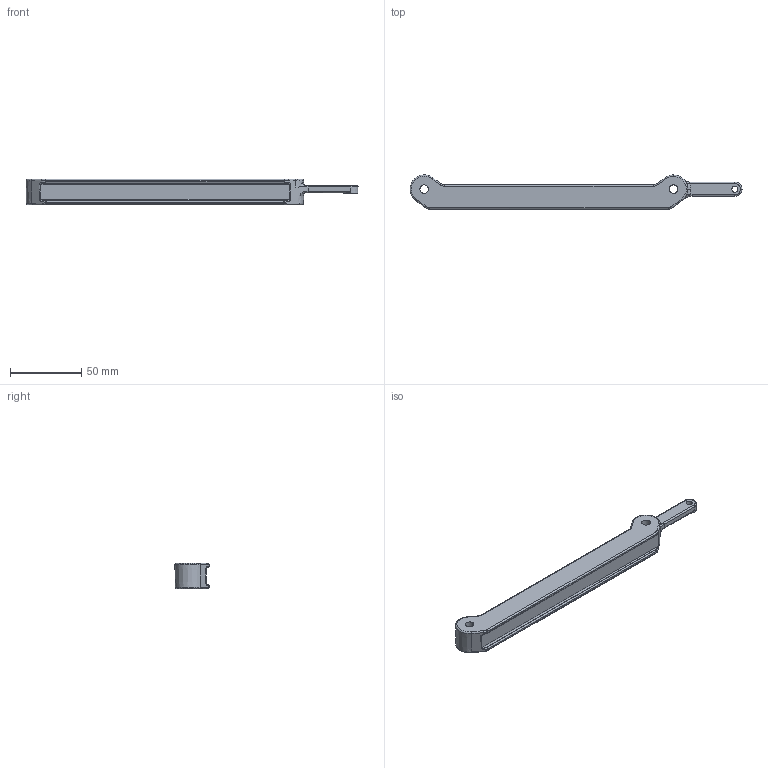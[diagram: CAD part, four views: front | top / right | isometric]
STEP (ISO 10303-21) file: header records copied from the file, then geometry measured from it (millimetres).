
FILE_DESCRIPTION(('FreeCAD Model'),'2;1');
FILE_NAME('Open CASCADE Shape Model','2024-08-05T12:27:16',('Author'),( ''),'Open CASCADE STEP processor 7.6','FreeCAD','Unknown');
FILE_SCHEMA(('AUTOMOTIVE_DESIGN { 1 0 10303 214 1 1 1 1 }'));
Length unit declared in the file: millimetre
Products named in the file (1): 2205006900-20210110001_4___
Bounding box: 232.95 x 23.98 x 18 mm (x, y, z)
Volume: 37519.2 mm3; surface area: 19062.6 mm2
Topology: 1 solids, 1 shells, 160 faces, 383 edges, 216 vertices
Faces by surface type: bspline 69, cylinder 55, plane 27, cone 9
Entity records: 8906 total; most frequent: CARTESIAN_POINT 5959, ORIENTED_EDGE 746, DIRECTION 405, EDGE_CURVE 373, VERTEX_POINT 216, B_SPLINE_CURVE_WITH_KNOTS 172, FACE_BOUND 167, EDGE_LOOP 167
